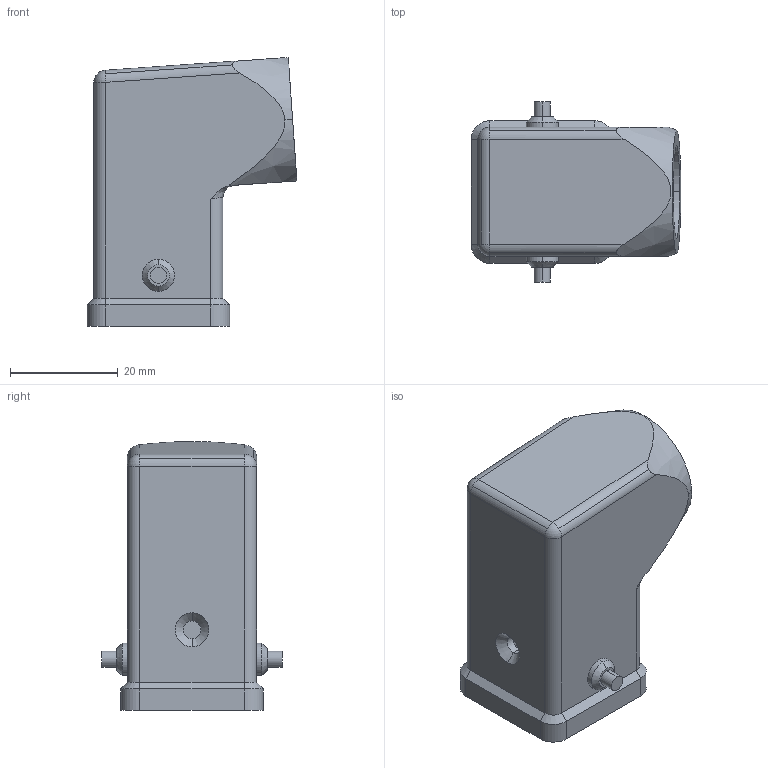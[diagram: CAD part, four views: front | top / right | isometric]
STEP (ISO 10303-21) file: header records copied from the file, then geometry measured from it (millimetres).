
FILE_DESCRIPTION((''),'2;1');
FILE_NAME('CKAW 03 VA.stp','2006-12-07T10:29:18',('gembarski'),(''),'Autodesk Inventor 7','Autodesk Inventor 7','');
FILE_SCHEMA(('AUTOMOTIVE_DESIGN { 1 0 10303 214 1 1 1 1 }'));
Length unit declared in the file: millimetre
Products named in the file (1): CK-MK Tüllengehäuse Größe 21_21 Metall VAS
Bounding box: 38.98 x 33.5 x 49.98 mm (x, y, z)
Volume: 9602.7 mm3; surface area: 11324.8 mm2
Topology: 1 solids, 1 shells, 146 faces, 363 edges, 232 vertices
Faces by surface type: plane 71, cylinder 52, cone 13, bspline 8, sphere 2
Entity records: 4634 total; most frequent: CARTESIAN_POINT 1080, DIRECTION 749, ORIENTED_EDGE 726, EDGE_CURVE 363, AXIS2_PLACEMENT_3D 263, VERTEX_POINT 232, VECTOR 223, LINE 223
